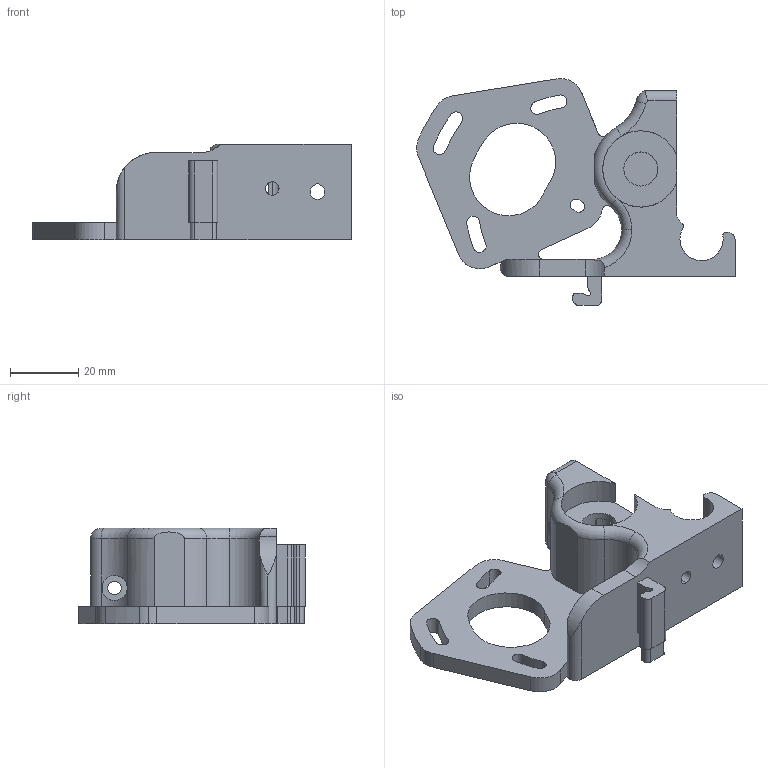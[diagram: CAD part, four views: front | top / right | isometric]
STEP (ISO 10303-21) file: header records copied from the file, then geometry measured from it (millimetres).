
FILE_DESCRIPTION (( 'STEP AP203' ), '1' );
FILE_NAME ('Eckstruder_NoInsert.STEP', '2012-07-31T21:10:08', ( '' ), ( '' ), 'SwSTEP 2.0', 'SolidWorks 2012', '' );
FILE_SCHEMA (( 'CONFIG_CONTROL_DESIGN' ));
Length unit declared in the file: millimetre
Products named in the file (1): Eckstruder_NoInsert
Bounding box: 93.48 x 66.55 x 28 mm (x, y, z)
Volume: 37924.2 mm3; surface area: 18807.1 mm2
Topology: 1 solids, 1 shells, 220 faces, 603 edges, 391 vertices
Faces by surface type: cylinder 95, plane 82, bspline 17, torus 15, cone 11
Entity records: 8037 total; most frequent: CARTESIAN_POINT 2297, ORIENTED_EDGE 1206, DIRECTION 1166, EDGE_CURVE 603, AXIS2_PLACEMENT_3D 424, VERTEX_POINT 391, LINE 318, VECTOR 318
